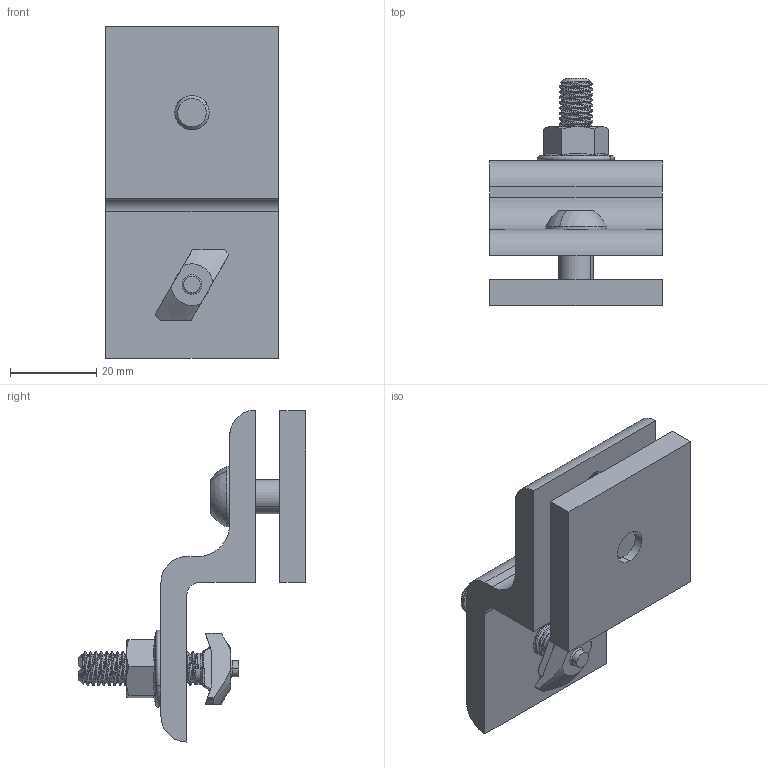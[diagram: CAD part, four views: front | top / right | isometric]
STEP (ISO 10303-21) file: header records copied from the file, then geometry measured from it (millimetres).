
FILE_DESCRIPTION (( 'STEP AP214' ), '1' );
FILE_NAME ('40mm Universal Panel Retainer w M8 Drop-In T-Stud-Black(40DPR-0411-002-01).STEP', '2023-08-30T12:53:06', ( '' ), ( '' ), 'SwSTEP 2.0', 'SolidWorks 2020', '' );
FILE_SCHEMA (( 'AUTOMOTIVE_DESIGN' ));
Length unit declared in the file: millimetre
Products named in the file (1): 40mm Universal Panel Retainer w M8 Drop-In T-Stud-Black(40DPR-0411-002-01)
Bounding box: 40 x 52.7 x 77 mm (x, y, z)
Volume: 34015.8 mm3; surface area: 16045.8 mm2
Topology: 5 solids, 5 shells, 175 faces, 440 edges, 275 vertices
Faces by surface type: plane 64, cylinder 43, bspline 30, cone 25, torus 11, sphere 2
Entity records: 13882 total; most frequent: CARTESIAN_POINT 7976, ORIENTED_EDGE 876, DIRECTION 740, EDGE_CURVE 438, AXIS2_PLACEMENT_3D 282, VERTEX_POINT 275, EDGE_LOOP 185, UNCERTAINTY_MEASURE_WITH_UNIT 182
